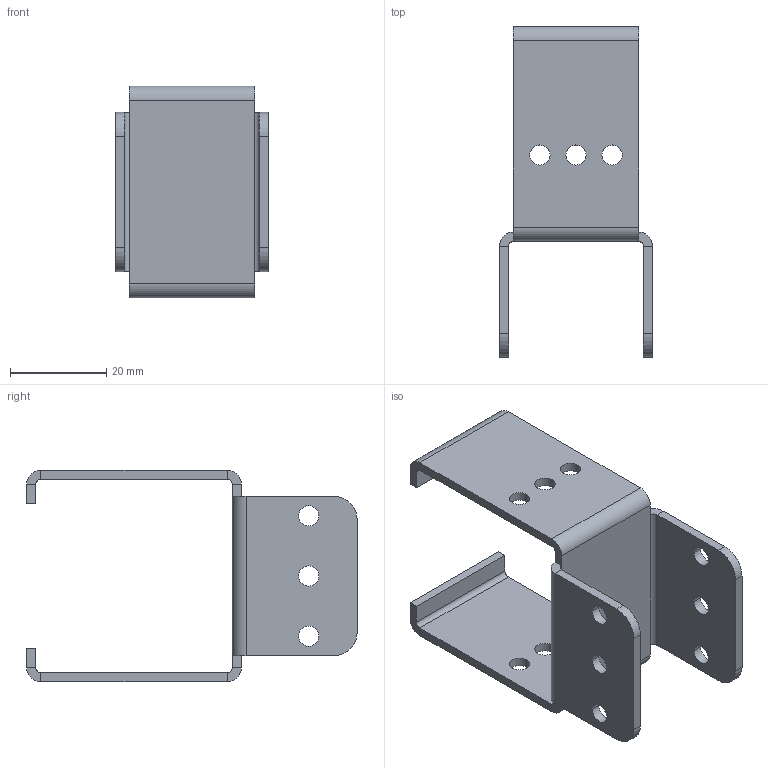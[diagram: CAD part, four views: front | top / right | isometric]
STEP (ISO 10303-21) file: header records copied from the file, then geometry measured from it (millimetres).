
FILE_DESCRIPTION (( 'STEP AP203' ), '1' );
FILE_NAME ('062AMD28M.STEP', '2015-09-14T07:44:32', ( 'Fath' ), ( 'Hewlett-Packard Company' ), 'SwSTEP 2.0', 'SolidWorks 2014', '' );
FILE_SCHEMA (( 'CONFIG_CONTROL_DESIGN' ));
Length unit declared in the file: millimetre
Products named in the file (1): 062AMD28M
Bounding box: 31.8 x 68.7 x 44 mm (x, y, z)
Volume: 9665.1 mm3; surface area: 11272.9 mm2
Topology: 1 solids, 1 shells, 86 faces, 204 edges, 120 vertices
Faces by surface type: plane 46, cylinder 40
Entity records: 2569 total; most frequent: DIRECTION 458, CARTESIAN_POINT 411, ORIENTED_EDGE 408, EDGE_CURVE 204, AXIS2_PLACEMENT_3D 167, VECTOR 124, LINE 124, VERTEX_POINT 120
